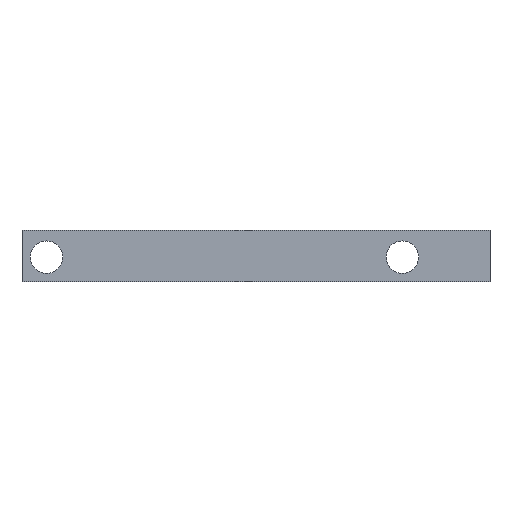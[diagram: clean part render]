
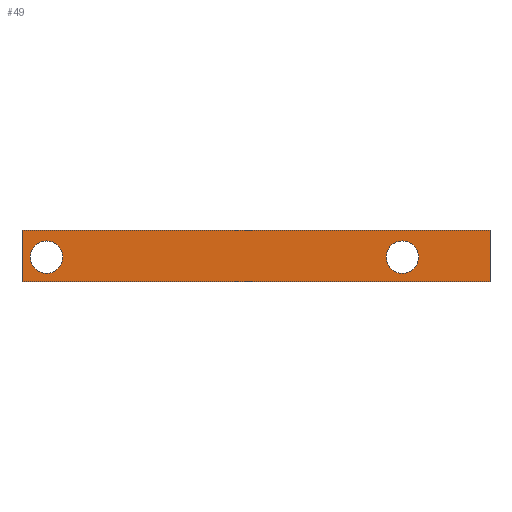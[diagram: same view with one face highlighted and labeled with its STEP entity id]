
A CAD part, top view. The second image highlights one B-rep face of the part: STEP entity #49.
In plain terms, the highlighted planar face has unit normal (0, 0, 1).
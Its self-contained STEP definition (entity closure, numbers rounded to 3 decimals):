
#49=ADVANCED_FACE('',(#73,#74,#75),#57,.F.);
#57=PLANE('',#222);
#66=CIRCLE('',#216,3.6);
#67=CIRCLE('',#218,3.6);
#68=CIRCLE('',#220,3.6);
#69=CIRCLE('',#221,3.6);
#73=FACE_BOUND('',#81,.T.);
#74=FACE_BOUND('',#82,.T.);
#75=FACE_BOUND('',#83,.T.);
#81=EDGE_LOOP('',(#106,#107,#108,#109));
#82=EDGE_LOOP('',(#110,#111));
#83=EDGE_LOOP('',(#112,#113));
#106=ORIENTED_EDGE('',*,*,#166,.F.);
#107=ORIENTED_EDGE('',*,*,#167,.F.);
#108=ORIENTED_EDGE('',*,*,#168,.F.);
#109=ORIENTED_EDGE('',*,*,#169,.F.);
#110=ORIENTED_EDGE('',*,*,#170,.F.);
#111=ORIENTED_EDGE('',*,*,#171,.F.);
#112=ORIENTED_EDGE('',*,*,#165,.F.);
#113=ORIENTED_EDGE('',*,*,#163,.F.);
#146=VERTEX_POINT('',#302);
#147=VERTEX_POINT('',#304);
#148=VERTEX_POINT('',#310);
#149=VERTEX_POINT('',#311);
#150=VERTEX_POINT('',#313);
#151=VERTEX_POINT('',#315);
#152=VERTEX_POINT('',#318);
#153=VERTEX_POINT('',#319);
#163=EDGE_CURVE('',#146,#147,#66,.T.);
#165=EDGE_CURVE('',#147,#146,#67,.T.);
#166=EDGE_CURVE('',#148,#149,#184,.T.);
#167=EDGE_CURVE('',#150,#148,#185,.T.);
#168=EDGE_CURVE('',#151,#150,#186,.T.);
#169=EDGE_CURVE('',#149,#151,#187,.T.);
#170=EDGE_CURVE('',#152,#153,#68,.T.);
#171=EDGE_CURVE('',#153,#152,#69,.T.);
#184=LINE('',#309,#200);
#185=LINE('',#312,#201);
#186=LINE('',#314,#202);
#187=LINE('',#316,#203);
#200=VECTOR('',#255,1.);
#201=VECTOR('',#256,1.);
#202=VECTOR('',#257,1.);
#203=VECTOR('',#258,1.);
#216=AXIS2_PLACEMENT_3D('',#303,#246,#247);
#218=AXIS2_PLACEMENT_3D('',#307,#251,#252);
#220=AXIS2_PLACEMENT_3D('',#317,#259,#260);
#221=AXIS2_PLACEMENT_3D('',#320,#261,#262);
#222=AXIS2_PLACEMENT_3D('',#321,#263,#264);
#246=DIRECTION('',(0.,0.,1.));
#247=DIRECTION('',(-1.,0.,0.));
#251=DIRECTION('',(0.,0.,1.));
#252=DIRECTION('',(1.,0.,0.));
#255=DIRECTION('',(-1.,0.,0.));
#256=DIRECTION('',(0.,-1.,0.));
#257=DIRECTION('',(1.,0.,0.));
#258=DIRECTION('',(0.,1.,0.));
#259=DIRECTION('',(0.,0.,1.));
#260=DIRECTION('',(1.,0.,0.));
#261=DIRECTION('',(0.,0.,1.));
#262=DIRECTION('',(-1.,0.,0.));
#263=DIRECTION('',(0.,0.,-1.));
#264=DIRECTION('',(1.,0.,0.));
#302=CARTESIAN_POINT('',(28.9,-0.25,0.15));
#303=CARTESIAN_POINT('',(32.5,-0.25,0.15));
#304=CARTESIAN_POINT('',(36.1,-0.25,0.15));
#307=CARTESIAN_POINT('',(32.5,-0.25,0.15));
#309=CARTESIAN_POINT('',(51.95,-5.7,0.15));
#310=CARTESIAN_POINT('',(51.95,-5.7,0.15));
#311=CARTESIAN_POINT('',(-51.95,-5.7,0.15));
#312=CARTESIAN_POINT('',(51.95,5.7,0.15));
#313=CARTESIAN_POINT('',(51.95,5.7,0.15));
#314=CARTESIAN_POINT('',(-51.95,5.7,0.15));
#315=CARTESIAN_POINT('',(-51.95,5.7,0.15));
#316=CARTESIAN_POINT('',(-51.95,-5.7,0.15));
#317=CARTESIAN_POINT('',(-46.5,-0.25,0.15));
#318=CARTESIAN_POINT('',(-42.9,-0.25,0.15));
#319=CARTESIAN_POINT('',(-50.1,-0.25,0.15));
#320=CARTESIAN_POINT('',(-46.5,-0.25,0.15));
#321=CARTESIAN_POINT('',(55.,10.,0.15));
